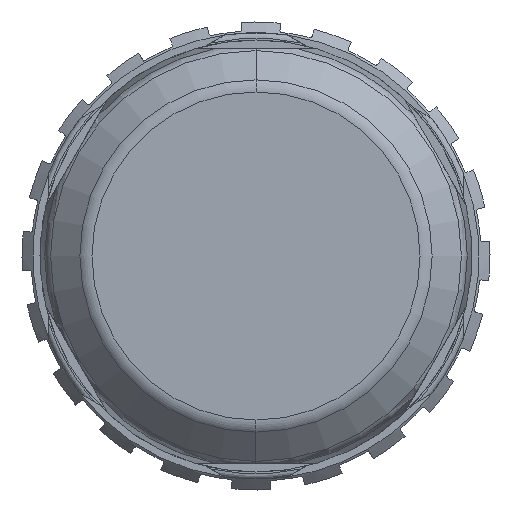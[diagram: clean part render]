
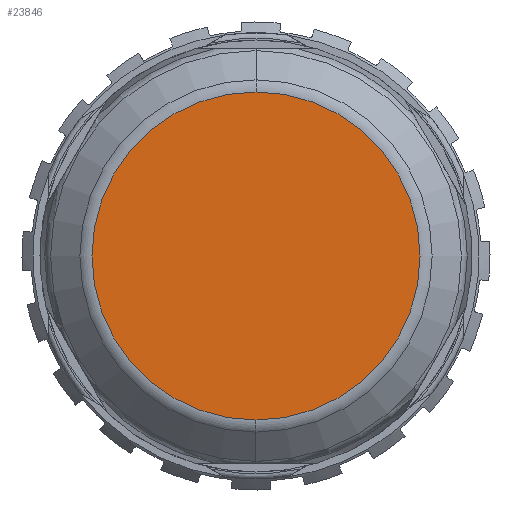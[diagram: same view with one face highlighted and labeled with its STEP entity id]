
A CAD part, front view. The second image highlights one B-rep face of the part: STEP entity #23846.
In plain terms, the highlighted planar face has unit normal (0, -1, 0).
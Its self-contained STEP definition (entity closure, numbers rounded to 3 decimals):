
#9904=CARTESIAN_POINT('',(0.,-64.8,0.));
#9905=DIRECTION('',(0.,-1.,0.));
#9906=DIRECTION('',(0.,0.,1.));
#9907=AXIS2_PLACEMENT_3D('',#9904,#9905,#9906);
#9909=CARTESIAN_POINT('',(0.,-64.8,0.));
#9910=DIRECTION('',(0.,-1.,0.));
#9911=DIRECTION('',(0.,0.,-1.));
#9912=AXIS2_PLACEMENT_3D('',#9909,#9910,#9911);
#11510=CARTESIAN_POINT('',(0.,-64.8,9.115));
#11511=CARTESIAN_POINT('',(0.,-64.8,-9.115));
#11512=VERTEX_POINT('',#11510);
#11513=VERTEX_POINT('',#11511);
#23836=CARTESIAN_POINT('',(0.,-64.8,0.));
#23837=DIRECTION('',(0.,-1.,0.));
#23838=DIRECTION('',(0.,0.,1.));
#23839=AXIS2_PLACEMENT_3D('',#23836,#23837,#23838);
#23840=PLANE('',#23839);
#23842=ORIENTED_EDGE('',*,*,#23841,.F.);
#23843=ORIENTED_EDGE('',*,*,#23819,.F.);
#23844=EDGE_LOOP('',(#23842,#23843));
#23845=FACE_OUTER_BOUND('',#23844,.F.);
#9908=CIRCLE('',#9907,9.115);
#9913=CIRCLE('',#9912,9.115);
#23819=EDGE_CURVE('',#11513,#11512,#9913,.T.);
#23841=EDGE_CURVE('',#11512,#11513,#9908,.T.);
#23846=ADVANCED_FACE('',(#23845),#23840,.T.);
